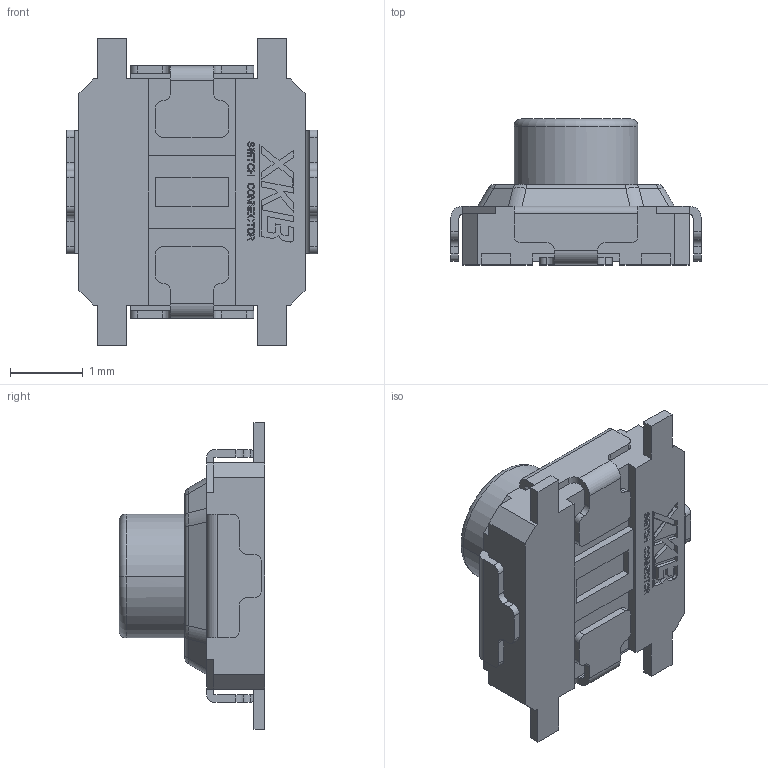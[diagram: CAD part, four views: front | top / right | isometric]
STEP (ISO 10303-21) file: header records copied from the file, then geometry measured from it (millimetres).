
FILE_DESCRIPTION(('STEP AP242'),'1');
FILE_NAME('ts-1177-c-b-b.stp','2023-10-19T11:46:11',('TraceParts'),('TraceParts S.A.'),'Spatial InterOp 3D',' ',' ');
FILE_SCHEMA(('AP242_MANAGED_MODEL_BASED_3D_ENGINEERING_MIM_LF {1 0 10303 442 1 1 4}'));
Length unit declared in the file: millimetre
Products named in the file (1): ts-1177-c-b-b
Bounding box: 3.43 x 2 x 4.2 mm (x, y, z)
Volume: 11.6 mm3; surface area: 50.9 mm2
Topology: 1 solids, 1 shells, 611 faces, 1732 edges, 1146 vertices
Faces by surface type: plane 533, cylinder 66, bspline 8, torus 4
Entity records: 19763 total; most frequent: CARTESIAN_POINT 3834, ORIENTED_EDGE 3464, DIRECTION 3042, EDGE_CURVE 1732, LINE 1582, VECTOR 1582, VERTEX_POINT 1146, AXIS2_PLACEMENT_3D 730
